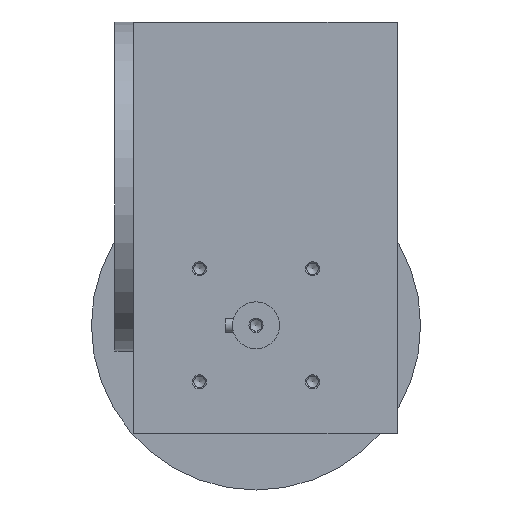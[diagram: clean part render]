
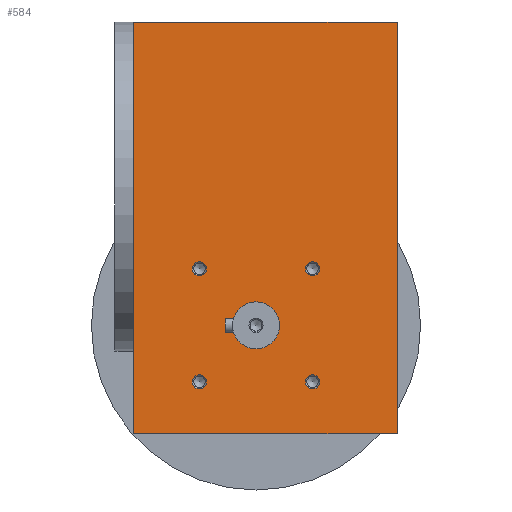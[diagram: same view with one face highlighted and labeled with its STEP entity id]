
A CAD part, left-side view. The second image highlights one B-rep face of the part: STEP entity #584.
In plain terms, the highlighted planar face has unit normal (-1, 0, 0).
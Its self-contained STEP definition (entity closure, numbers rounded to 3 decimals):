
#584 = ADVANCED_FACE( '', ( #1387, #1388, #1389, #1390, #1391, #1392 ), #1393, .F. );
#1387 = FACE_BOUND( '', #2497, .T. );
#1388 = FACE_BOUND( '', #2498, .T. );
#1389 = FACE_BOUND( '', #2499, .T. );
#1390 = FACE_BOUND( '', #2500, .T. );
#1391 = FACE_BOUND( '', #2501, .T. );
#1392 = FACE_OUTER_BOUND( '', #2502, .T. );
#1393 = PLANE( '', #2503 );
#2497 = EDGE_LOOP( '', ( #3975 ) );
#2498 = EDGE_LOOP( '', ( #3976 ) );
#2499 = EDGE_LOOP( '', ( #3977 ) );
#2500 = EDGE_LOOP( '', ( #3978 ) );
#2501 = EDGE_LOOP( '', ( #3979 ) );
#2502 = EDGE_LOOP( '', ( #3980, #3981, #3982, #3983, #3984 ) );
#2503 = AXIS2_PLACEMENT_3D( '', #3985, #3986, #3987 );
#3975 = ORIENTED_EDGE( '', *, *, #5976, .F. );
#3976 = ORIENTED_EDGE( '', *, *, #5977, .F. );
#3977 = ORIENTED_EDGE( '', *, *, #5978, .F. );
#3978 = ORIENTED_EDGE( '', *, *, #5979, .F. );
#3979 = ORIENTED_EDGE( '', *, *, #5980, .T. );
#3980 = ORIENTED_EDGE( '', *, *, #5627, .T. );
#3981 = ORIENTED_EDGE( '', *, *, #5981, .F. );
#3982 = ORIENTED_EDGE( '', *, *, #5792, .F. );
#3983 = ORIENTED_EDGE( '', *, *, #5982, .T. );
#3984 = ORIENTED_EDGE( '', *, *, #5983, .T. );
#3985 = CARTESIAN_POINT( '', ( -70., 56., 87.5 ) );
#3986 = DIRECTION( '', ( 1., 0., 0. ) );
#3987 = DIRECTION( '', ( 0., 0., -1. ) );
#5627 = EDGE_CURVE( '', #6554, #6555, #6556, .T. );
#5792 = EDGE_CURVE( '', #6828, #6829, #6830, .T. );
#5976 = EDGE_CURVE( '', #7115, #7115, #7116, .T. );
#5977 = EDGE_CURVE( '', #7117, #7117, #7118, .T. );
#5978 = EDGE_CURVE( '', #7119, #7119, #7120, .T. );
#5979 = EDGE_CURVE( '', #7121, #7121, #7122, .T. );
#5980 = EDGE_CURVE( '', #7123, #7123, #7124, .T. );
#5981 = EDGE_CURVE( '', #6829, #6555, #7125, .T. );
#5982 = EDGE_CURVE( '', #6828, #6807, #7126, .T. );
#5983 = EDGE_CURVE( '', #6807, #6554, #7127, .T. );
#6554 = VERTEX_POINT( '', #7892 );
#6555 = VERTEX_POINT( '', #7893 );
#6556 = LINE( '', #7894, #7895 );
#6807 = VERTEX_POINT( '', #8244 );
#6828 = VERTEX_POINT( '', #8270 );
#6829 = VERTEX_POINT( '', #8271 );
#6830 = LINE( '', #8272, #8273 );
#7115 = VERTEX_POINT( '', #8640 );
#7116 = CIRCLE( '', #8641, 3. );
#7117 = VERTEX_POINT( '', #8642 );
#7118 = CIRCLE( '', #8643, 3. );
#7119 = VERTEX_POINT( '', #8644 );
#7120 = CIRCLE( '', #8645, 3. );
#7121 = VERTEX_POINT( '', #8646 );
#7122 = CIRCLE( '', #8647, 3. );
#7123 = VERTEX_POINT( '', #8648 );
#7124 = CIRCLE( '', #8649, 10. );
#7125 = LINE( '', #8650, #8651 );
#7126 = LINE( '', #8652, #8653 );
#7127 = LINE( '', #8654, #8655 );
#7892 = CARTESIAN_POINT( '', ( -70., 56., -87.5 ) );
#7893 = CARTESIAN_POINT( '', ( -70., -56., -87.5 ) );
#7894 = CARTESIAN_POINT( '', ( -70., 56., -87.5 ) );
#7895 = VECTOR( '', #9533, 1000. );
#8244 = CARTESIAN_POINT( '', ( -70., 56., 17.5 ) );
#8270 = CARTESIAN_POINT( '', ( -70., 56., 87.5 ) );
#8271 = CARTESIAN_POINT( '', ( -70., -56., 87.5 ) );
#8272 = CARTESIAN_POINT( '', ( -70., 56., 87.5 ) );
#8273 = VECTOR( '', #9747, 1000. );
#8640 = CARTESIAN_POINT( '', ( -70., -20.042, -14.458 ) );
#8641 = AXIS2_PLACEMENT_3D( '', #9959, #9960, #9961 );
#8642 = CARTESIAN_POINT( '', ( -70., 28.042, -62.542 ) );
#8643 = AXIS2_PLACEMENT_3D( '', #9962, #9963, #9964 );
#8644 = CARTESIAN_POINT( '', ( -70., -20.042, -62.542 ) );
#8645 = AXIS2_PLACEMENT_3D( '', #9965, #9966, #9967 );
#8646 = CARTESIAN_POINT( '', ( -70., 28.042, -14.458 ) );
#8647 = AXIS2_PLACEMENT_3D( '', #9968, #9969, #9970 );
#8648 = CARTESIAN_POINT( '', ( -70., 4., -51.5 ) );
#8649 = AXIS2_PLACEMENT_3D( '', #9971, #9972, #9973 );
#8650 = CARTESIAN_POINT( '', ( -70., -56., 87.5 ) );
#8651 = VECTOR( '', #9974, 1000. );
#8652 = CARTESIAN_POINT( '', ( -70., 56., 87.5 ) );
#8653 = VECTOR( '', #9975, 1000. );
#8654 = CARTESIAN_POINT( '', ( -70., 56., 87.5 ) );
#8655 = VECTOR( '', #9976, 1000. );
#9533 = DIRECTION( '', ( 0., -1., 0. ) );
#9747 = DIRECTION( '', ( 0., -1., 0. ) );
#9959 = CARTESIAN_POINT( '', ( -70., -20.042, -17.458 ) );
#9960 = DIRECTION( '', ( -1., 0., 0. ) );
#9961 = DIRECTION( '', ( 0., 0., 1. ) );
#9962 = CARTESIAN_POINT( '', ( -70., 28.042, -65.542 ) );
#9963 = DIRECTION( '', ( -1., 0., 0. ) );
#9964 = DIRECTION( '', ( 0., 0., 1. ) );
#9965 = CARTESIAN_POINT( '', ( -70., -20.042, -65.542 ) );
#9966 = DIRECTION( '', ( -1., 0., 0. ) );
#9967 = DIRECTION( '', ( 0., 0., 1. ) );
#9968 = CARTESIAN_POINT( '', ( -70., 28.042, -17.458 ) );
#9969 = DIRECTION( '', ( -1., 0., 0. ) );
#9970 = DIRECTION( '', ( 0., 0., 1. ) );
#9971 = CARTESIAN_POINT( '', ( -70., 4., -41.5 ) );
#9972 = DIRECTION( '', ( 1., 0., 0. ) );
#9973 = DIRECTION( '', ( 0., 0., -1. ) );
#9974 = DIRECTION( '', ( 0., 0., -1. ) );
#9975 = DIRECTION( '', ( 0., 0., -1. ) );
#9976 = DIRECTION( '', ( 0., 0., -1. ) );
